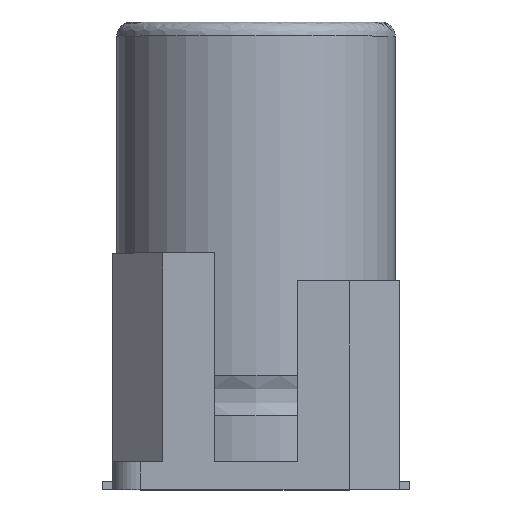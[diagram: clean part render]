
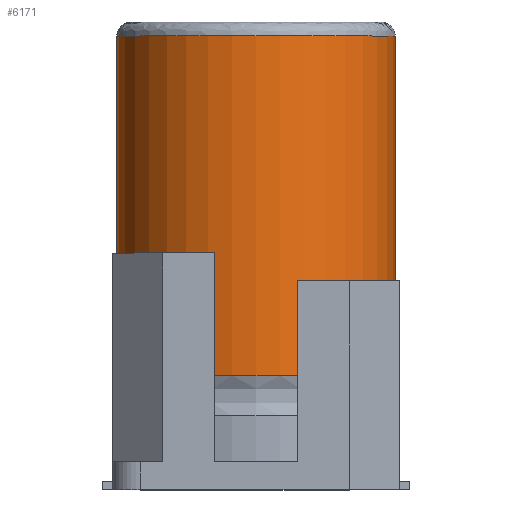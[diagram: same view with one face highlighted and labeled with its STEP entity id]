
A CAD part, top view. The second image highlights one B-rep face of the part: STEP entity #6171.
In plain terms, the highlighted cylindrical face has radius 5 mm (diameter 10 mm), a partial arc.
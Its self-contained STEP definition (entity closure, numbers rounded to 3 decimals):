
#190 = DIRECTION ( 'NONE',  ( 1., 0., 0. ) ) ;
#596 = LINE ( 'NONE', #5115, #3956 ) ;
#624 = VERTEX_POINT ( 'NONE', #2151 ) ;
#740 = CARTESIAN_POINT ( 'NONE',  ( 0., 16.3, 0. ) ) ;
#763 = CIRCLE ( 'NONE', #6217, 5. ) ;
#1043 = AXIS2_PLACEMENT_3D ( 'NONE', #1452, #1998, #5740 ) ;
#1128 = EDGE_LOOP ( 'NONE', ( #3907, #6015, #6159, #4427 ) ) ;
#1452 = CARTESIAN_POINT ( 'NONE',  ( 0., 16.8, 0. ) ) ;
#1513 = VERTEX_POINT ( 'NONE', #6789 ) ;
#1973 = DIRECTION ( 'NONE',  ( 0., -1., 0. ) ) ;
#1998 = DIRECTION ( 'NONE',  ( 0., -1., 0. ) ) ;
#2151 = CARTESIAN_POINT ( 'NONE',  ( -5., 4.1, 0. ) ) ;
#2193 = LINE ( 'NONE', #6545, #6186 ) ;
#2444 = EDGE_CURVE ( 'NONE', #1513, #4749, #2193, .T. ) ;
#2723 = DIRECTION ( 'NONE',  ( 0., 1., 0. ) ) ;
#2773 = CARTESIAN_POINT ( 'NONE',  ( 0., 4.1, 0. ) ) ;
#3062 = AXIS2_PLACEMENT_3D ( 'NONE', #740, #4489, #190 ) ;
#3113 = VERTEX_POINT ( 'NONE', #6853 ) ;
#3638 = EDGE_CURVE ( 'NONE', #1513, #3113, #5868, .T. ) ;
#3743 = DIRECTION ( 'NONE',  ( 1., 0., 0. ) ) ;
#3907 = ORIENTED_EDGE ( 'NONE', *, *, #3638, .T. ) ;
#3956 = VECTOR ( 'NONE', #1973, 1000. ) ;
#3967 = DIRECTION ( 'NONE',  ( 0., -1., 0. ) ) ;
#4088 = EDGE_CURVE ( 'NONE', #624, #4749, #763, .T. ) ;
#4427 = ORIENTED_EDGE ( 'NONE', *, *, #2444, .F. ) ;
#4489 = DIRECTION ( 'NONE',  ( 0., -1., 0. ) ) ;
#4749 = VERTEX_POINT ( 'NONE', #6802 ) ;
#5085 = CYLINDRICAL_SURFACE ( 'NONE', #1043, 5. ) ;
#5115 = CARTESIAN_POINT ( 'NONE',  ( -5., 16.8, 0. ) ) ;
#5170 = EDGE_CURVE ( 'NONE', #3113, #624, #596, .T. ) ;
#5740 = DIRECTION ( 'NONE',  ( 1., 0., 0. ) ) ;
#5868 = CIRCLE ( 'NONE', #3062, 5. ) ;
#6015 = ORIENTED_EDGE ( 'NONE', *, *, #5170, .T. ) ;
#6159 = ORIENTED_EDGE ( 'NONE', *, *, #4088, .T. ) ;
#6171 = ADVANCED_FACE ( 'NONE', ( #6238 ), #5085, .T. ) ;
#6186 = VECTOR ( 'NONE', #3967, 1000. ) ;
#6217 = AXIS2_PLACEMENT_3D ( 'NONE', #2773, #2723, #3743 ) ;
#6238 = FACE_OUTER_BOUND ( 'NONE', #1128, .T. ) ;
#6545 = CARTESIAN_POINT ( 'NONE',  ( 5., 16.8, 0. ) ) ;
#6789 = CARTESIAN_POINT ( 'NONE',  ( 5., 16.3, 0. ) ) ;
#6802 = CARTESIAN_POINT ( 'NONE',  ( 5., 4.1, 0. ) ) ;
#6853 = CARTESIAN_POINT ( 'NONE',  ( -5., 16.3, 0. ) ) ;
